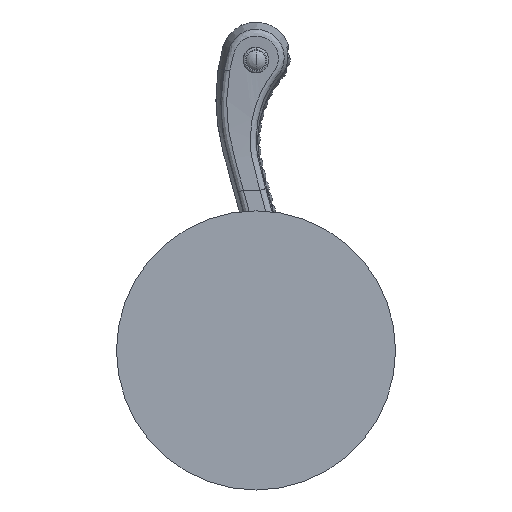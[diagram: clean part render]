
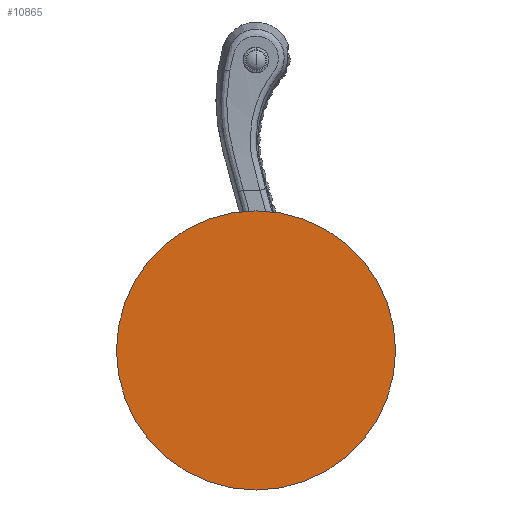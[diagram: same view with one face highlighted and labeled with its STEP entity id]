
A CAD part, front view. The second image highlights one B-rep face of the part: STEP entity #10865.
In plain terms, the highlighted planar face has unit normal (0, -1, 0).
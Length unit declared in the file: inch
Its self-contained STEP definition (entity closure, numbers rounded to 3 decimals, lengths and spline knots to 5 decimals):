
#2=CARTESIAN_POINT('',(0.,0.,0.));
#3=DIRECTION('',(0.,-1.,0.));
#4=DIRECTION('',(0.,0.,-1.));
#5=AXIS2_PLACEMENT_3D('',#2,#3,#4);
#17=CARTESIAN_POINT('',(0.,0.,0.));
#18=DIRECTION('',(0.,1.,0.));
#19=DIRECTION('',(0.,0.,-1.));
#20=AXIS2_PLACEMENT_3D('',#17,#18,#19);
#9690=CARTESIAN_POINT('',(0.,0.,-1.4225));
#9692=VERTEX_POINT('',#9690);
#9694=CARTESIAN_POINT('',(0.,0.,1.4225));
#9696=VERTEX_POINT('',#9694);
#10854=CARTESIAN_POINT('',(0.,0.,0.));
#10855=DIRECTION('',(0.,-1.,0.));
#10856=DIRECTION('',(0.,0.,1.));
#10857=AXIS2_PLACEMENT_3D('',#10854,#10855,#10856);
#10858=PLANE('',#10857);
#10860=ORIENTED_EDGE('',*,*,#10859,.F.);
#10862=ORIENTED_EDGE('',*,*,#10861,.T.);
#10863=EDGE_LOOP('',(#10860,#10862));
#10864=FACE_OUTER_BOUND('',#10863,.F.);
#10865=ADVANCED_FACE('',(#10864),#10858,.T.);
#6=CIRCLE('',#5,1.4225);
#21=CIRCLE('',#20,1.4225);
#10859=EDGE_CURVE('',#9692,#9696,#6,.T.);
#10861=EDGE_CURVE('',#9692,#9696,#21,.T.);
